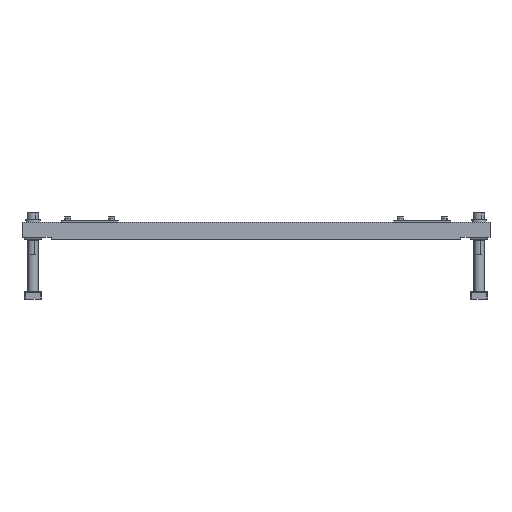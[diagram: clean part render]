
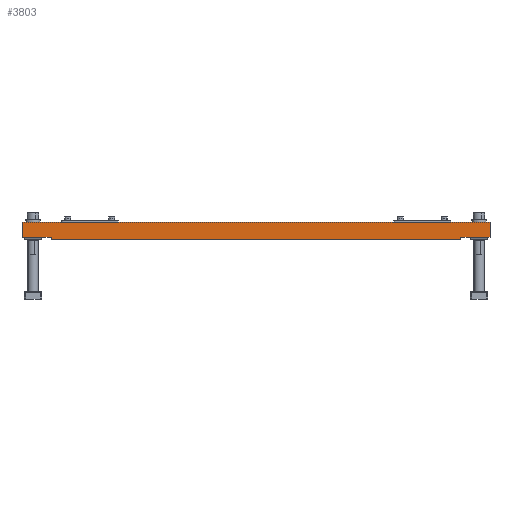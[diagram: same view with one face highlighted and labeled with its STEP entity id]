
A CAD part, front view. The second image highlights one B-rep face of the part: STEP entity #3803.
In plain terms, the highlighted planar face has unit normal (0, -1, 0).
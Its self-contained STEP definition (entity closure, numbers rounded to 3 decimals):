
#3766=AXIS2_PLACEMENT_3D('Plane Axis2P3D',#3763,#3764,#3765) ;
#93=CARTESIAN_POINT('Line Origine',(234.,-285.,1.25)) ;
#97=CARTESIAN_POINT('Vertex',(234.,-285.,0.)) ;
#99=CARTESIAN_POINT('Vertex',(234.,-285.,2.5)) ;
#367=CARTESIAN_POINT('Vertex',(-267.5,-285.,2.5)) ;
#370=CARTESIAN_POINT('Line Origine',(-267.5,-285.,11.25)) ;
#374=CARTESIAN_POINT('Vertex',(-267.5,-285.,20.)) ;
#407=CARTESIAN_POINT('Vertex',(267.5,-285.,2.5)) ;
#421=CARTESIAN_POINT('Vertex',(267.5,-285.,20.)) ;
#424=CARTESIAN_POINT('Line Origine',(267.5,-285.,11.25)) ;
#447=CARTESIAN_POINT('Vertex',(245.,-285.,2.5)) ;
#450=CARTESIAN_POINT('Line Origine',(239.5,-285.,2.5)) ;
#499=CARTESIAN_POINT('Line Origine',(-266.25,-285.,2.5)) ;
#503=CARTESIAN_POINT('Vertex',(-265.,-285.,2.5)) ;
#568=CARTESIAN_POINT('Vertex',(245.,-285.,2.)) ;
#573=CARTESIAN_POINT('Line Origine',(245.,-285.,2.25)) ;
#603=CARTESIAN_POINT('Line Origine',(-265.,-285.,2.25)) ;
#607=CARTESIAN_POINT('Vertex',(-265.,-285.,2.)) ;
#1050=CARTESIAN_POINT('Vertex',(265.,-285.,2.)) ;
#1053=CARTESIAN_POINT('Line Origine',(0.,-285.,2.)) ;
#1498=CARTESIAN_POINT('Vertex',(-245.,-285.,2.)) ;
#1501=CARTESIAN_POINT('Line Origine',(0.,-285.,2.)) ;
#1553=CARTESIAN_POINT('Vertex',(265.,-285.,2.5)) ;
#1556=CARTESIAN_POINT('Line Origine',(265.,-285.,2.25)) ;
#1613=CARTESIAN_POINT('Vertex',(-245.,-285.,2.5)) ;
#1616=CARTESIAN_POINT('Line Origine',(-245.,-285.,2.25)) ;
#1705=CARTESIAN_POINT('Vertex',(-234.,-285.,2.5)) ;
#1708=CARTESIAN_POINT('Line Origine',(-239.5,-285.,2.5)) ;
#1770=CARTESIAN_POINT('Line Origine',(266.25,-285.,2.5)) ;
#3763=CARTESIAN_POINT('Axis2P3D Location',(267.5,-285.,0.)) ;
#3768=CARTESIAN_POINT('Line Origine',(0.,-285.,20.)) ;
#3773=CARTESIAN_POINT('Line Origine',(-234.,-285.,1.25)) ;
#3777=CARTESIAN_POINT('Vertex',(-234.,-285.,0.)) ;
#3780=CARTESIAN_POINT('Line Origine',(0.,-285.,0.)) ;
#94=DIRECTION('Vector Direction',(0.,0.,1.)) ;
#371=DIRECTION('Vector Direction',(0.,0.,1.)) ;
#425=DIRECTION('Vector Direction',(0.,0.,1.)) ;
#451=DIRECTION('Vector Direction',(-1.,0.,0.)) ;
#500=DIRECTION('Vector Direction',(1.,0.,0.)) ;
#574=DIRECTION('Vector Direction',(0.,0.,1.)) ;
#604=DIRECTION('Vector Direction',(0.,0.,1.)) ;
#1054=DIRECTION('Vector Direction',(-1.,0.,0.)) ;
#1502=DIRECTION('Vector Direction',(-1.,0.,0.)) ;
#1557=DIRECTION('Vector Direction',(0.,0.,1.)) ;
#1617=DIRECTION('Vector Direction',(0.,0.,1.)) ;
#1709=DIRECTION('Vector Direction',(-1.,0.,0.)) ;
#1771=DIRECTION('Vector Direction',(-1.,0.,0.)) ;
#3764=DIRECTION('Axis2P3D Direction',(0.,1.,-0.)) ;
#3765=DIRECTION('Axis2P3D XDirection',(-1.,0.,0.)) ;
#3769=DIRECTION('Vector Direction',(-1.,0.,0.)) ;
#3774=DIRECTION('Vector Direction',(0.,0.,1.)) ;
#3781=DIRECTION('Vector Direction',(-1.,0.,0.)) ;
#95=VECTOR('Line Direction',#94,1.) ;
#372=VECTOR('Line Direction',#371,1.) ;
#426=VECTOR('Line Direction',#425,1.) ;
#452=VECTOR('Line Direction',#451,1.) ;
#501=VECTOR('Line Direction',#500,1.) ;
#575=VECTOR('Line Direction',#574,1.) ;
#605=VECTOR('Line Direction',#604,1.) ;
#1055=VECTOR('Line Direction',#1054,1.) ;
#1503=VECTOR('Line Direction',#1502,1.) ;
#1558=VECTOR('Line Direction',#1557,1.) ;
#1618=VECTOR('Line Direction',#1617,1.) ;
#1710=VECTOR('Line Direction',#1709,1.) ;
#1772=VECTOR('Line Direction',#1771,1.) ;
#3770=VECTOR('Line Direction',#3769,1.) ;
#3775=VECTOR('Line Direction',#3774,1.) ;
#3782=VECTOR('Line Direction',#3781,1.) ;
#3786=ORIENTED_EDGE('',*,*,#1057,.T.) ;
#3787=ORIENTED_EDGE('',*,*,#1560,.T.) ;
#3788=ORIENTED_EDGE('',*,*,#1774,.F.) ;
#3789=ORIENTED_EDGE('',*,*,#428,.T.) ;
#3790=ORIENTED_EDGE('',*,*,#3772,.F.) ;
#3791=ORIENTED_EDGE('',*,*,#376,.F.) ;
#3792=ORIENTED_EDGE('',*,*,#505,.T.) ;
#3793=ORIENTED_EDGE('',*,*,#609,.F.) ;
#3794=ORIENTED_EDGE('',*,*,#1505,.T.) ;
#3795=ORIENTED_EDGE('',*,*,#1620,.T.) ;
#3796=ORIENTED_EDGE('',*,*,#1712,.F.) ;
#3797=ORIENTED_EDGE('',*,*,#3779,.F.) ;
#3798=ORIENTED_EDGE('',*,*,#3784,.T.) ;
#3799=ORIENTED_EDGE('',*,*,#101,.T.) ;
#3800=ORIENTED_EDGE('',*,*,#454,.F.) ;
#3801=ORIENTED_EDGE('',*,*,#577,.F.) ;
#3803=ADVANCED_FACE('TOS_011_ET.1\\PartBody',(#3802),#3767,.F.) ;
#101=EDGE_CURVE('',#98,#100,#96,.T.) ;
#376=EDGE_CURVE('',#368,#375,#373,.T.) ;
#428=EDGE_CURVE('',#408,#422,#427,.T.) ;
#454=EDGE_CURVE('',#448,#100,#453,.T.) ;
#505=EDGE_CURVE('',#368,#504,#502,.T.) ;
#577=EDGE_CURVE('',#569,#448,#576,.T.) ;
#609=EDGE_CURVE('',#608,#504,#606,.T.) ;
#1057=EDGE_CURVE('',#569,#1051,#1056,.F.) ;
#1505=EDGE_CURVE('',#608,#1499,#1504,.F.) ;
#1560=EDGE_CURVE('',#1051,#1554,#1559,.T.) ;
#1620=EDGE_CURVE('',#1499,#1614,#1619,.T.) ;
#1712=EDGE_CURVE('',#1706,#1614,#1711,.T.) ;
#1774=EDGE_CURVE('',#408,#1554,#1773,.T.) ;
#3772=EDGE_CURVE('',#375,#422,#3771,.F.) ;
#3779=EDGE_CURVE('',#3778,#1706,#3776,.T.) ;
#3784=EDGE_CURVE('',#3778,#98,#3783,.F.) ;
#3785=EDGE_LOOP('',(#3786,#3787,#3788,#3789,#3790,#3791,#3792,#3793,#3794,#3795,#3796,#3797,#3798,#3799,#3800,#3801)) ;
#3802=FACE_OUTER_BOUND('',#3785,.T.) ;
#96=LINE('Line',#93,#95) ;
#373=LINE('Line',#370,#372) ;
#427=LINE('Line',#424,#426) ;
#453=LINE('Line',#450,#452) ;
#502=LINE('Line',#499,#501) ;
#576=LINE('Line',#573,#575) ;
#606=LINE('Line',#603,#605) ;
#1056=LINE('Line',#1053,#1055) ;
#1504=LINE('Line',#1501,#1503) ;
#1559=LINE('Line',#1556,#1558) ;
#1619=LINE('Line',#1616,#1618) ;
#1711=LINE('Line',#1708,#1710) ;
#1773=LINE('Line',#1770,#1772) ;
#3771=LINE('Line',#3768,#3770) ;
#3776=LINE('Line',#3773,#3775) ;
#3783=LINE('Line',#3780,#3782) ;
#3767=PLANE('',#3766) ;
#98=VERTEX_POINT('',#97) ;
#100=VERTEX_POINT('',#99) ;
#368=VERTEX_POINT('',#367) ;
#375=VERTEX_POINT('',#374) ;
#408=VERTEX_POINT('',#407) ;
#422=VERTEX_POINT('',#421) ;
#448=VERTEX_POINT('',#447) ;
#504=VERTEX_POINT('',#503) ;
#569=VERTEX_POINT('',#568) ;
#608=VERTEX_POINT('',#607) ;
#1051=VERTEX_POINT('',#1050) ;
#1499=VERTEX_POINT('',#1498) ;
#1554=VERTEX_POINT('',#1553) ;
#1614=VERTEX_POINT('',#1613) ;
#1706=VERTEX_POINT('',#1705) ;
#3778=VERTEX_POINT('',#3777) ;
